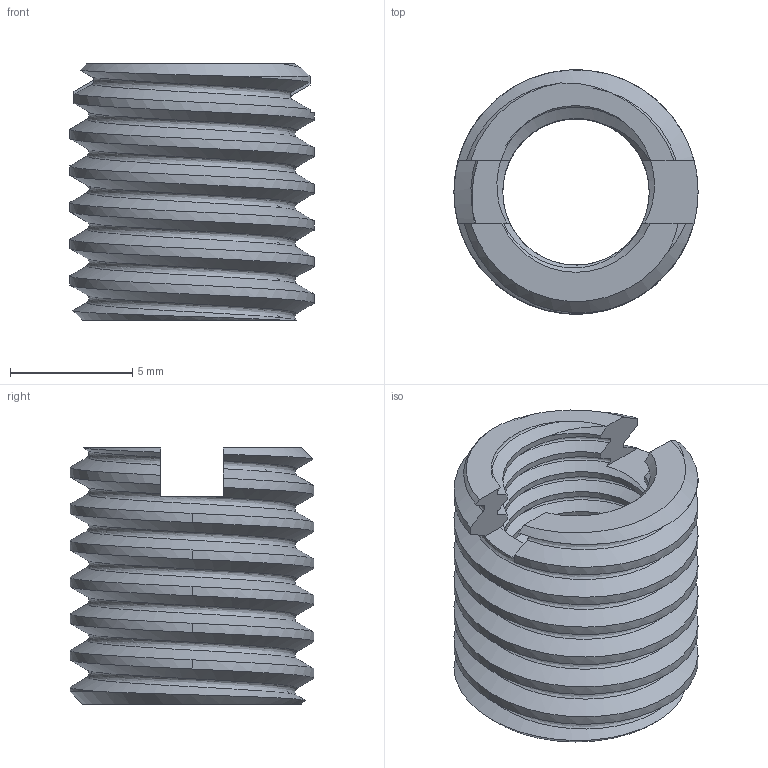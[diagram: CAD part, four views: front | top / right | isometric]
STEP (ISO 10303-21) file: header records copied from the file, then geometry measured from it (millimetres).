
FILE_DESCRIPTION (( 'STEP AP214' ), '1' );
FILE_NAME ('B002KVAWWI.3D.STEP', '2014-04-22T07:16:53', ( '' ), ( '' ), 'SwSTEP 2.0', 'SolidWorks 2012', '' );
FILE_SCHEMA (( 'AUTOMOTIVE_DESIGN' ));
Length unit declared in the file: inch
Products named in the file (1): B002KVAWWI.3D
Bounding box: 10 x 9.99 x 10.49 mm (x, y, z)
Volume: 351.9 mm3; surface area: 852.6 mm2
Topology: 1 solids, 1 shells, 78 faces, 230 edges, 153 vertices
Faces by surface type: cylinder 35, bspline 25, cone 9, plane 9
Entity records: 19183 total; most frequent: CARTESIAN_POINT 17553, ORIENTED_EDGE 460, EDGE_CURVE 230, DIRECTION 189, VERTEX_POINT 153, B_SPLINE_CURVE_WITH_KNOTS 79, EDGE_LOOP 79, FACE_OUTER_BOUND 78
